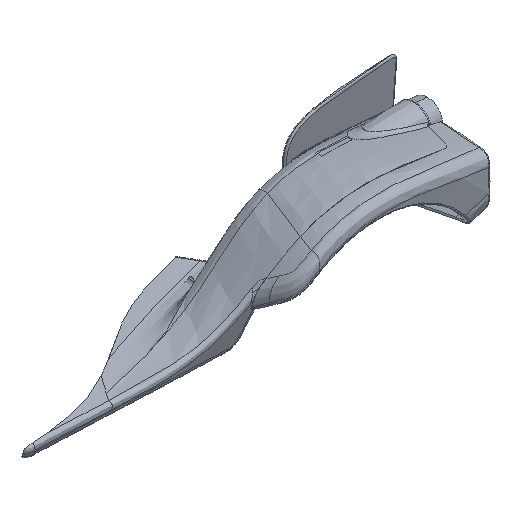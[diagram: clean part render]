
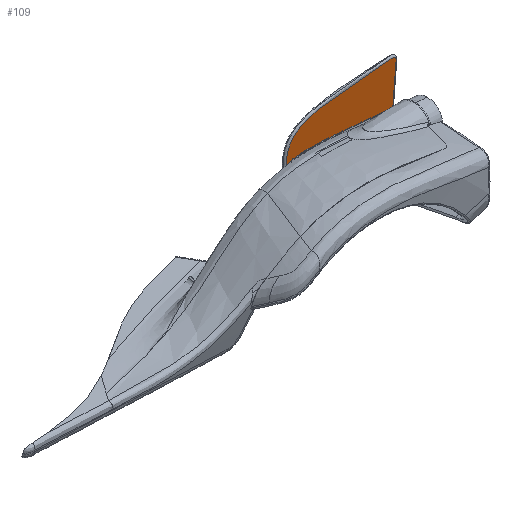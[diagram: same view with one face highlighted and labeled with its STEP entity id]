
A CAD part, isometric view. The second image highlights one B-rep face of the part: STEP entity #109.
In plain terms, the highlighted planar face has unit normal (0, -1, 0).
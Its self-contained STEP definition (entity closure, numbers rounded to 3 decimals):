
#109=ADVANCED_FACE('',(#280),#2625,.T.);
#280=FACE_OUTER_BOUND('',#451,.T.);
#451=EDGE_LOOP('',(#941,#942,#943,#944,#945,#946));
#941=ORIENTED_EDGE('',*,*,#1604,.F.);
#942=ORIENTED_EDGE('',*,*,#1615,.F.);
#943=ORIENTED_EDGE('',*,*,#1618,.F.);
#944=ORIENTED_EDGE('',*,*,#1620,.F.);
#945=ORIENTED_EDGE('',*,*,#1606,.F.);
#946=ORIENTED_EDGE('',*,*,#1600,.F.);
#1600=EDGE_CURVE('',#2446,#2447,#1895,.T.);
#1604=EDGE_CURVE('',#2449,#2446,#1899,.T.);
#1606=EDGE_CURVE('',#2447,#2451,#2105,.T.);
#1615=EDGE_CURVE('',#2457,#2449,#1908,.T.);
#1618=EDGE_CURVE('',#2459,#2457,#1911,.T.);
#1620=EDGE_CURVE('',#2451,#2459,#1913,.T.);
#1895=(
BOUNDED_CURVE()
B_SPLINE_CURVE(2,(#13582,#13583,#13584),.UNSPECIFIED.,.F.,.F.)
B_SPLINE_CURVE_WITH_KNOTS((3,3),(-14.835,0.),.UNSPECIFIED.)
CURVE()
GEOMETRIC_REPRESENTATION_ITEM()
RATIONAL_B_SPLINE_CURVE((1.,0.737,1.))
REPRESENTATION_ITEM('')
);
#1899=(
BOUNDED_CURVE()
B_SPLINE_CURVE(1,(#13593,#13594),.UNSPECIFIED.,.F.,.F.)
B_SPLINE_CURVE_WITH_KNOTS((2,2),(0.,199.889),
 .UNSPECIFIED.)
CURVE()
GEOMETRIC_REPRESENTATION_ITEM()
RATIONAL_B_SPLINE_CURVE((1.,1.))
REPRESENTATION_ITEM('')
);
#1908=(
BOUNDED_CURVE()
B_SPLINE_CURVE(3,(#13670,#13671,#13672,#13673,#13674,#13675,#13676,#13677,
#13678,#13679,#13680,#13681,#13682,#13683,#13684,#13685,#13686,#13687,#13688,
#13689,#13690,#13691,#13692,#13693,#13694,#13695,#13696,#13697,#13698,#13699,
#13700,#13701,#13702,#13703,#13704,#13705,#13706,#13707,#13708,#13709,#13710,
#13711,#13712,#13713,#13714,#13715,#13716,#13717,#13718),.UNSPECIFIED.,
 .F.,.F.)
B_SPLINE_CURVE_WITH_KNOTS((4,1,1,1,1,1,1,1,1,1,1,1,1,1,1,1,1,1,1,1,1,1,
1,1,1,3,3,1,1,1,1,1,1,1,1,1,1,1,1,1,1,1,4),(0.,9.948,
19.896,24.87,29.843,38.596,47.349,
59.188,71.026,80.063,89.1,98.838,
108.575,119.576,130.576,143.061,155.547,
165.923,176.298,191.073,205.847,220.923,
235.999,256.355,269.52,282.685,419.78,
421.194,422.608,424.776,427.942,429.444,
430.945,432.312,433.679,435.027,436.376,
437.828,439.281,442.347,444.48,445.894,
447.307),.UNSPECIFIED.)
CURVE()
GEOMETRIC_REPRESENTATION_ITEM()
RATIONAL_B_SPLINE_CURVE((1.,1.,1.,1.,1.,1.,1.,1.,1.,1.,1.,
1.,1.,1.,1.,1.,1.,1.,1.,1.,
1.,1.,1.,1.,1.,1.,1.,1.,1.,1.,1.,1.,
1.,1.,1.,1.,1.,1.,1.,1.,1.,1.,1.,1.,1.,1.,
1.,1.,1.))
REPRESENTATION_ITEM('')
);
#1911=(
BOUNDED_CURVE()
B_SPLINE_CURVE(1,(#13724,#13725),.UNSPECIFIED.,.F.,.F.)
B_SPLINE_CURVE_WITH_KNOTS((2,2),(0.,30.),
 .UNSPECIFIED.)
CURVE()
GEOMETRIC_REPRESENTATION_ITEM()
RATIONAL_B_SPLINE_CURVE((1.,1.))
REPRESENTATION_ITEM('')
);
#1913=(
BOUNDED_CURVE()
B_SPLINE_CURVE(3,(#13746,#13747,#13748,#13749,#13750,#13751,#13752,#13753,
#13754,#13755,#13756,#13757,#13758,#13759,#13760,#13761,#13762,#13763,#13764,
#13765),.UNSPECIFIED.,.F.,.F.)
B_SPLINE_CURVE_WITH_KNOTS((4,1,1,1,1,1,1,1,1,1,1,1,1,1,1,1,1,4),(0.,
3.255,6.51,8.954,11.399,14.647,
17.896,23.386,28.877,34.367,39.858,
43.106,46.355,48.8,51.244,52.486,
53.729,57.754),.UNSPECIFIED.)
CURVE()
GEOMETRIC_REPRESENTATION_ITEM()
RATIONAL_B_SPLINE_CURVE((1.,1.,1.,1.,1.,1.,
1.,1.,1.,1.,1.,1.,1.,1.,1.,
1.,1.,1.,1.,1.))
REPRESENTATION_ITEM('')
);
#2105=B_SPLINE_CURVE_WITH_KNOTS('',1,(#13598,#13599,#13600),
 .UNSPECIFIED.,.F.,.F.,(2,1,2),(-6423.6,-6268.198,-6133.28),
 .UNSPECIFIED.);
#2446=VERTEX_POINT('',#13560);
#2447=VERTEX_POINT('',#13561);
#2449=VERTEX_POINT('',#13563);
#2451=VERTEX_POINT('',#13565);
#2457=VERTEX_POINT('',#13571);
#2459=VERTEX_POINT('',#13573);
#2625=PLANE('',#2891);
#2891=AXIS2_PLACEMENT_3D('',#13557,#2919,$);
#2919=DIRECTION('',(0.,-1.,0.));
#13557=CARTESIAN_POINT('',(3052.772,-600.,252.752));
#13560=CARTESIAN_POINT('',(2985.301,-600.,429.564));
#13561=CARTESIAN_POINT('',(2980.32,-600.,425.));
#13563=CARTESIAN_POINT('',(3002.723,-600.,628.693));
#13565=CARTESIAN_POINT('',(2690.,-600.,425.));
#13571=CARTESIAN_POINT('',(2655.,-600.,490.));
#13573=CARTESIAN_POINT('',(2655.,-600.,460.));
#13582=CARTESIAN_POINT('',(2985.301,-600.,429.564));
#13583=CARTESIAN_POINT('',(2984.902,-600.,425.));
#13584=CARTESIAN_POINT('',(2980.32,-600.,425.));
#13593=CARTESIAN_POINT('',(3002.723,-600.,628.693));
#13594=CARTESIAN_POINT('',(2985.301,-600.,429.564));
#13598=CARTESIAN_POINT('',(2980.32,-600.,425.));
#13599=CARTESIAN_POINT('',(2824.918,-600.,425.));
#13600=CARTESIAN_POINT('',(2690.,-600.,425.));
#13670=CARTESIAN_POINT('',(2655.,-600.,490.));
#13671=CARTESIAN_POINT('',(2655.001,-600.,493.316));
#13672=CARTESIAN_POINT('',(2654.995,-600.,499.948));
#13673=CARTESIAN_POINT('',(2655.064,-600.,508.238));
#13674=CARTESIAN_POINT('',(2655.238,-600.,514.868));
#13675=CARTESIAN_POINT('',(2655.501,-600.,521.095));
#13676=CARTESIAN_POINT('',(2656.022,-600.,528.572));
#13677=CARTESIAN_POINT('',(2657.17,-600.,538.289));
#13678=CARTESIAN_POINT('',(2659.226,-600.,548.915));
#13679=CARTESIAN_POINT('',(2662.508,-600.,559.338));
#13680=CARTESIAN_POINT('',(2666.675,-600.,568.416));
#13681=CARTESIAN_POINT('',(2671.531,-600.,576.333));
#13682=CARTESIAN_POINT('',(2677.512,-600.,583.746));
#13683=CARTESIAN_POINT('',(2684.855,-600.,590.792));
#13684=CARTESIAN_POINT('',(2693.328,-600.,597.159));
#13685=CARTESIAN_POINT('',(2703.209,-600.,603.058));
#13686=CARTESIAN_POINT('',(2714.033,-600.,608.242));
#13687=CARTESIAN_POINT('',(2725.021,-600.,612.513));
#13688=CARTESIAN_POINT('',(2735.552,-600.,615.961));
#13689=CARTESIAN_POINT('',(2746.949,-600.,619.185));
#13690=CARTESIAN_POINT('',(2759.894,-600.,622.285));
#13691=CARTESIAN_POINT('',(2774.479,-600.,625.216));
#13692=CARTESIAN_POINT('',(2789.241,-600.,627.744));
#13693=CARTESIAN_POINT('',(2805.896,-600.,630.213));
#13694=CARTESIAN_POINT('',(2821.965,-600.,632.267));
#13695=CARTESIAN_POINT('',(2837.425,-600.,634.045));
#13696=CARTESIAN_POINT('',(2846.152,-600.,634.98));
#13697=CARTESIAN_POINT('',(2850.517,-600.,635.434));
#13698=CARTESIAN_POINT('',(2895.97,-600.,640.161));
#13699=CARTESIAN_POINT('',(2941.586,-600.,643.326));
#13700=CARTESIAN_POINT('',(2987.256,-600.,644.921));
#13701=CARTESIAN_POINT('',(2987.727,-600.,644.937));
#13702=CARTESIAN_POINT('',(2988.67,-600.,644.971));
#13703=CARTESIAN_POINT('',(2990.334,-600.,645.01));
#13704=CARTESIAN_POINT('',(2992.584,-600.,644.97));
#13705=CARTESIAN_POINT('',(2994.85,-600.,644.653));
#13706=CARTESIAN_POINT('',(2996.812,-600.,644.016));
#13707=CARTESIAN_POINT('',(2998.128,-600.,643.385));
#13708=CARTESIAN_POINT('',(2999.304,-600.,642.596));
#13709=CARTESIAN_POINT('',(3000.312,-600.,641.676));
#13710=CARTESIAN_POINT('',(3001.165,-600.,640.619));
#13711=CARTESIAN_POINT('',(3001.865,-600.,639.422));
#13712=CARTESIAN_POINT('',(3002.399,-600.,638.105));
#13713=CARTESIAN_POINT('',(3002.896,-600.,636.173));
#13714=CARTESIAN_POINT('',(3003.066,-600.,633.951));
#13715=CARTESIAN_POINT('',(3002.976,-600.,631.75));
#13716=CARTESIAN_POINT('',(3002.847,-600.,630.1));
#13717=CARTESIAN_POINT('',(3002.764,-600.,629.162));
#13718=CARTESIAN_POINT('',(3002.723,-600.,628.693));
#13724=CARTESIAN_POINT('',(2655.,-600.,460.));
#13725=CARTESIAN_POINT('',(2655.,-600.,490.));
#13746=CARTESIAN_POINT('',(2690.,-600.,425.));
#13747=CARTESIAN_POINT('',(2688.915,-600.,425.001));
#13748=CARTESIAN_POINT('',(2686.745,-600.,424.996));
#13749=CARTESIAN_POINT('',(2683.761,-600.,425.065));
#13750=CARTESIAN_POINT('',(2681.052,-600.,425.263));
#13751=CARTESIAN_POINT('',(2678.361,-600.,425.613));
#13752=CARTESIAN_POINT('',(2675.441,-600.,426.23));
#13753=CARTESIAN_POINT('',(2671.634,-600.,427.462));
#13754=CARTESIAN_POINT('',(2667.38,-600.,429.615));
#13755=CARTESIAN_POINT('',(2663.081,-600.,433.082));
#13756=CARTESIAN_POINT('',(2659.616,-600.,437.38));
#13757=CARTESIAN_POINT('',(2657.462,-600.,441.634));
#13758=CARTESIAN_POINT('',(2656.23,-600.,445.441));
#13759=CARTESIAN_POINT('',(2655.612,-600.,448.361));
#13760=CARTESIAN_POINT('',(2655.263,-600.,451.052));
#13761=CARTESIAN_POINT('',(2655.114,-600.,453.091));
#13762=CARTESIAN_POINT('',(2655.047,-600.,454.733));
#13763=CARTESIAN_POINT('',(2654.996,-600.,456.902));
#13764=CARTESIAN_POINT('',(2655.001,-600.,458.658));
#13765=CARTESIAN_POINT('',(2655.,-600.,460.));
